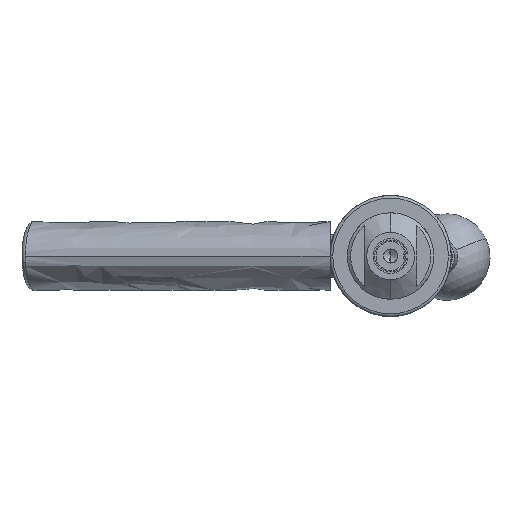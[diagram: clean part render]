
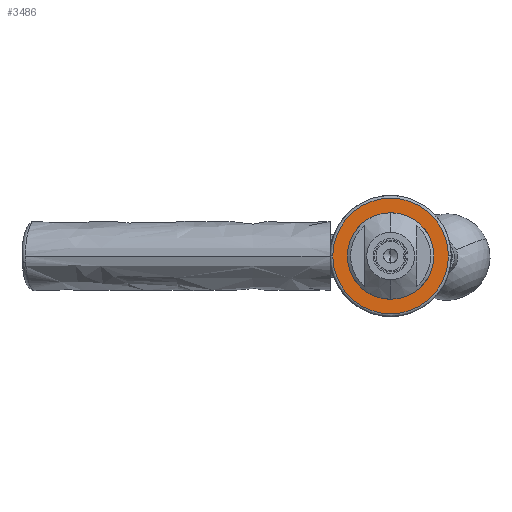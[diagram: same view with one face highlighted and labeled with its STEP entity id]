
A CAD part, left-side view. The second image highlights one B-rep face of the part: STEP entity #3486.
In plain terms, the highlighted planar face has unit normal (-1, 0, 0).
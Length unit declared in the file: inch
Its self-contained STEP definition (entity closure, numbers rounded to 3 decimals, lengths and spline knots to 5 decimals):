
#53 = VERTEX_POINT ( 'NONE', #8580 ) ;
#191 = EDGE_CURVE ( 'NONE', #15846, #14803, #4993, .T. ) ;
#755 = CARTESIAN_POINT ( 'NONE',  ( -3.921, -0.835, 0. ) ) ;
#1085 = AXIS2_PLACEMENT_3D ( 'NONE', #16228, #9735, #16398 ) ;
#1395 = DIRECTION ( 'NONE',  ( -1., 0., 0. ) ) ;
#1713 = DIRECTION ( 'NONE',  ( 0., -1., 0. ) ) ;
#2963 = DIRECTION ( 'NONE',  ( 0., 0., -1. ) ) ;
#3280 = AXIS2_PLACEMENT_3D ( 'NONE', #7082, #11392, #13732 ) ;
#3311 = EDGE_CURVE ( 'NONE', #9140, #53, #5836, .T. ) ;
#3486 = ADVANCED_FACE ( 'NONE', ( #10608, #4118 ), #15736, .F. ) ;
#3725 = EDGE_LOOP ( 'NONE', ( #15126, #8893 ) ) ;
#3804 = EDGE_LOOP ( 'NONE', ( #8996, #4905 ) ) ;
#4118 = FACE_OUTER_BOUND ( 'NONE', #3725, .T. ) ;
#4258 = CARTESIAN_POINT ( 'NONE',  ( -3.921, 0., 0. ) ) ;
#4905 = ORIENTED_EDGE ( 'NONE', *, *, #6519, .F. ) ;
#4993 = CIRCLE ( 'NONE', #1085, 0.27344 ) ;
#5701 = CIRCLE ( 'NONE', #14527, 0.27344 ) ;
#5836 = CIRCLE ( 'NONE', #8041, 0.835 ) ;
#6519 = EDGE_CURVE ( 'NONE', #14803, #15846, #5701, .T. ) ;
#6926 = DIRECTION ( 'NONE',  ( 0., -1., 0. ) ) ;
#7082 = CARTESIAN_POINT ( 'NONE',  ( -3.921, 0., 0. ) ) ;
#7785 = EDGE_CURVE ( 'NONE', #53, #9140, #10421, .T. ) ;
#8041 = AXIS2_PLACEMENT_3D ( 'NONE', #8333, #13600, #1713 ) ;
#8333 = CARTESIAN_POINT ( 'NONE',  ( -3.921, 0., 0. ) ) ;
#8580 = CARTESIAN_POINT ( 'NONE',  ( -3.921, 0.835, 0. ) ) ;
#8893 = ORIENTED_EDGE ( 'NONE', *, *, #7785, .T. ) ;
#8996 = ORIENTED_EDGE ( 'NONE', *, *, #191, .F. ) ;
#9140 = VERTEX_POINT ( 'NONE', #755 ) ;
#9666 = CARTESIAN_POINT ( 'NONE',  ( -3.921, -0.875, 0. ) ) ;
#9735 = DIRECTION ( 'NONE',  ( -1., 0., 0. ) ) ;
#10421 = CIRCLE ( 'NONE', #3280, 0.835 ) ;
#10608 = FACE_BOUND ( 'NONE', #3804, .T. ) ;
#11392 = DIRECTION ( 'NONE',  ( -1., 0., 0. ) ) ;
#11871 = AXIS2_PLACEMENT_3D ( 'NONE', #9666, #14770, #6926 ) ;
#13600 = DIRECTION ( 'NONE',  ( -1., 0., 0. ) ) ;
#13732 = DIRECTION ( 'NONE',  ( 0., -1., 0. ) ) ;
#14527 = AXIS2_PLACEMENT_3D ( 'NONE', #4258, #1395, #2963 ) ;
#14770 = DIRECTION ( 'NONE',  ( 1., 0., 0. ) ) ;
#14803 = VERTEX_POINT ( 'NONE', #14948 ) ;
#14948 = CARTESIAN_POINT ( 'NONE',  ( -3.921, 0., 0.27344 ) ) ;
#15126 = ORIENTED_EDGE ( 'NONE', *, *, #3311, .T. ) ;
#15294 = CARTESIAN_POINT ( 'NONE',  ( -3.921, 0., -0.27344 ) ) ;
#15736 = PLANE ( 'NONE',  #11871 ) ;
#15846 = VERTEX_POINT ( 'NONE', #15294 ) ;
#16228 = CARTESIAN_POINT ( 'NONE',  ( -3.921, 0., 0. ) ) ;
#16398 = DIRECTION ( 'NONE',  ( 0., 0., -1. ) ) ;
